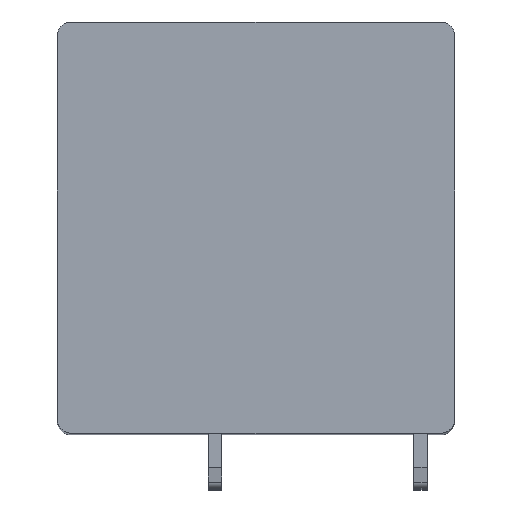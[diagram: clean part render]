
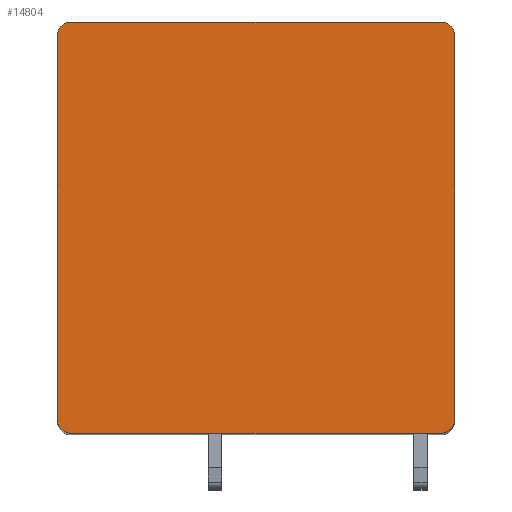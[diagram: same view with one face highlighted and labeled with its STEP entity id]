
A CAD part, top view. The second image highlights one B-rep face of the part: STEP entity #14804.
In plain terms, the highlighted planar face has unit normal (0, 0, 1).
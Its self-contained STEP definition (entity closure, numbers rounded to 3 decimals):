
#4715=CARTESIAN_POINT('',(-13.5,14.,65.));
#4716=DIRECTION('',(0.,0.,1.));
#4717=DIRECTION('',(0.,1.,0.));
#4718=AXIS2_PLACEMENT_3D('',#4715,#4716,#4717);
#4720=DIRECTION('',(-1.,0.,0.));
#4721=VECTOR('',#4720,27.);
#4722=CARTESIAN_POINT('',(13.5,15.,65.));
#4723=LINE('',#4722,#4721);
#4724=CARTESIAN_POINT('',(13.5,14.,65.));
#4725=DIRECTION('',(0.,0.,1.));
#4726=DIRECTION('',(1.,0.,0.));
#4727=AXIS2_PLACEMENT_3D('',#4724,#4725,#4726);
#4729=DIRECTION('',(0.,1.,0.));
#4730=VECTOR('',#4729,28.);
#4731=CARTESIAN_POINT('',(14.5,-14.,65.));
#4732=LINE('',#4731,#4730);
#4733=CARTESIAN_POINT('',(13.5,-14.,65.));
#4734=DIRECTION('',(0.,0.,1.));
#4735=DIRECTION('',(0.,-1.,0.));
#4736=AXIS2_PLACEMENT_3D('',#4733,#4734,#4735);
#4738=DIRECTION('',(1.,0.,0.));
#4739=VECTOR('',#4738,27.);
#4740=CARTESIAN_POINT('',(-13.5,-15.,65.));
#4741=LINE('',#4740,#4739);
#4742=CARTESIAN_POINT('',(-13.5,-14.,65.));
#4743=DIRECTION('',(0.,0.,1.));
#4744=DIRECTION('',(-1.,0.,0.));
#4745=AXIS2_PLACEMENT_3D('',#4742,#4743,#4744);
#4747=DIRECTION('',(0.,-1.,0.));
#4748=VECTOR('',#4747,28.);
#4749=CARTESIAN_POINT('',(-14.5,14.,65.));
#4750=LINE('',#4749,#4748);
#6930=CARTESIAN_POINT('',(-13.5,15.,65.));
#6931=VERTEX_POINT('',#6930);
#6932=CARTESIAN_POINT('',(-14.5,14.,65.));
#6933=VERTEX_POINT('',#6932);
#6938=CARTESIAN_POINT('',(14.5,14.,65.));
#6939=VERTEX_POINT('',#6938);
#6940=CARTESIAN_POINT('',(13.5,15.,65.));
#6941=VERTEX_POINT('',#6940);
#6946=CARTESIAN_POINT('',(-14.5,-14.,65.));
#6947=VERTEX_POINT('',#6946);
#6948=CARTESIAN_POINT('',(-13.5,-15.,65.));
#6949=VERTEX_POINT('',#6948);
#6954=CARTESIAN_POINT('',(13.5,-15.,65.));
#6955=VERTEX_POINT('',#6954);
#6956=CARTESIAN_POINT('',(14.5,-14.,65.));
#6957=VERTEX_POINT('',#6956);
#14789=CARTESIAN_POINT('',(0.,0.,65.));
#14790=DIRECTION('',(0.,0.,1.));
#14791=DIRECTION('',(1.,0.,0.));
#14792=AXIS2_PLACEMENT_3D('',#14789,#14790,#14791);
#14793=PLANE('',#14792);
#14794=ORIENTED_EDGE('',*,*,#7986,.F.);
#14795=ORIENTED_EDGE('',*,*,#8002,.F.);
#14796=ORIENTED_EDGE('',*,*,#8561,.F.);
#14797=ORIENTED_EDGE('',*,*,#8576,.F.);
#14798=ORIENTED_EDGE('',*,*,#8589,.F.);
#14799=ORIENTED_EDGE('',*,*,#8602,.F.);
#14800=ORIENTED_EDGE('',*,*,#13321,.F.);
#14801=ORIENTED_EDGE('',*,*,#13333,.F.);
#14802=EDGE_LOOP('',(#14794,#14795,#14796,#14797,#14798,#14799,#14800,#14801));
#14803=FACE_OUTER_BOUND('',#14802,.F.);
#4719=CIRCLE('',#4718,1.);
#4728=CIRCLE('',#4727,1.);
#4737=CIRCLE('',#4736,1.);
#4746=CIRCLE('',#4745,1.);
#7986=EDGE_CURVE('',#6931,#6933,#4719,.T.);
#8002=EDGE_CURVE('',#6941,#6931,#4723,.T.);
#8561=EDGE_CURVE('',#6939,#6941,#4728,.T.);
#8576=EDGE_CURVE('',#6957,#6939,#4732,.T.);
#8589=EDGE_CURVE('',#6955,#6957,#4737,.T.);
#8602=EDGE_CURVE('',#6949,#6955,#4741,.T.);
#13321=EDGE_CURVE('',#6947,#6949,#4746,.T.);
#13333=EDGE_CURVE('',#6933,#6947,#4750,.T.);
#14804=ADVANCED_FACE('',(#14803),#14793,.T.);
